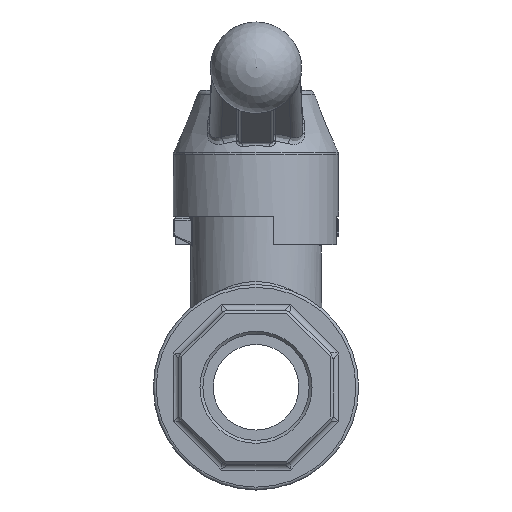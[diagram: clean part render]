
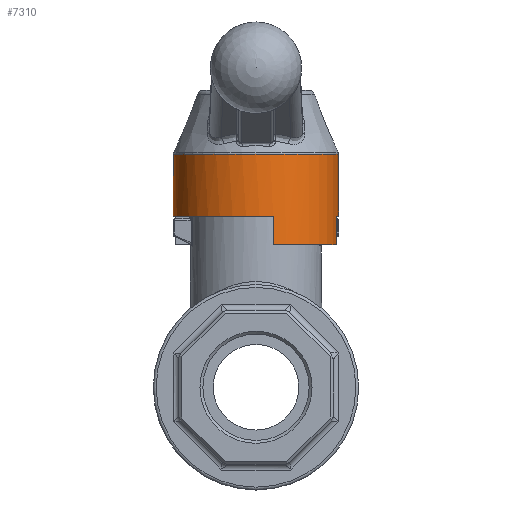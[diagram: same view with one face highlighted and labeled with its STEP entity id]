
A CAD part, front view. The second image highlights one B-rep face of the part: STEP entity #7310.
In plain terms, the highlighted cylindrical face has radius 14.5 mm (diameter 29 mm), a full revolution.
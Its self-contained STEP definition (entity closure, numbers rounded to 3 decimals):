
#591=LINE('',#11671,#999);
#592=LINE('',#11673,#1000);
#593=LINE('',#11677,#1001);
#594=LINE('',#11678,#1002);
#999=VECTOR('',#9139,1000.);
#1000=VECTOR('',#9140,1000.);
#1001=VECTOR('',#9143,1000.);
#1002=VECTOR('',#9144,1000.);
#2378=ORIENTED_EDGE('',*,*,#3483,.T.);
#2379=ORIENTED_EDGE('',*,*,#3484,.T.);
#2380=ORIENTED_EDGE('',*,*,#3478,.F.);
#2381=ORIENTED_EDGE('',*,*,#3485,.F.);
#2382=ORIENTED_EDGE('',*,*,#3486,.F.);
#2383=ORIENTED_EDGE('',*,*,#3487,.T.);
#2384=ORIENTED_EDGE('',*,*,#3480,.F.);
#2385=ORIENTED_EDGE('',*,*,#3488,.F.);
#2386=ORIENTED_EDGE('',*,*,#3489,.T.);
#3478=EDGE_CURVE('',#4083,#4080,#4403,.T.);
#3480=EDGE_CURVE('',#4085,#4086,#4404,.T.);
#3483=EDGE_CURVE('',#4088,#4088,#4406,.F.);
#3484=EDGE_CURVE('',#4089,#4080,#591,.T.);
#3485=EDGE_CURVE('',#4090,#4083,#592,.T.);
#3486=EDGE_CURVE('',#4091,#4090,#4407,.T.);
#3487=EDGE_CURVE('',#4091,#4086,#593,.T.);
#3488=EDGE_CURVE('',#4092,#4085,#594,.T.);
#3489=EDGE_CURVE('',#4092,#4089,#4408,.T.);
#4080=VERTEX_POINT('',#11652);
#4083=VERTEX_POINT('',#11657);
#4085=VERTEX_POINT('',#11662);
#4086=VERTEX_POINT('',#11664);
#4088=VERTEX_POINT('',#11670);
#4089=VERTEX_POINT('',#11672);
#4090=VERTEX_POINT('',#11674);
#4091=VERTEX_POINT('',#11676);
#4092=VERTEX_POINT('',#11679);
#4403=CIRCLE('',#7853,14.5);
#4404=CIRCLE('',#7855,14.5);
#4406=CIRCLE('',#7858,14.5);
#4407=CIRCLE('',#7859,14.5);
#4408=CIRCLE('',#7860,14.5);
#4751=EDGE_LOOP('',(#2378));
#4752=EDGE_LOOP('',(#2379,#2380,#2381,#2382,#2383,#2384,#2385,#2386));
#5155=FACE_BOUND('',#4751,.T.);
#5156=FACE_BOUND('',#4752,.T.);
#5360=CYLINDRICAL_SURFACE('',#7857,14.5);
#7310=ADVANCED_FACE('',(#5155,#5156),#5360,.T.);
#7853=AXIS2_PLACEMENT_3D('',#11658,#9125,#9126);
#7855=AXIS2_PLACEMENT_3D('',#11663,#9130,#9131);
#7857=AXIS2_PLACEMENT_3D('',#11668,#9135,#9136);
#7858=AXIS2_PLACEMENT_3D('',#11669,#9137,#9138);
#7859=AXIS2_PLACEMENT_3D('',#11675,#9141,#9142);
#7860=AXIS2_PLACEMENT_3D('',#11680,#9145,#9146);
#9125=DIRECTION('',(0.,0.,-1.));
#9126=DIRECTION('',(-1.,0.,0.));
#9130=DIRECTION('',(0.,0.,-1.));
#9131=DIRECTION('',(-1.,0.,0.));
#9135=DIRECTION('',(0.,0.,-1.));
#9136=DIRECTION('',(-1.,0.,0.));
#9137=DIRECTION('',(0.,0.,1.));
#9138=DIRECTION('',(1.,0.,0.));
#9139=DIRECTION('',(0.,0.,-1.));
#9140=DIRECTION('',(0.,0.,-1.));
#9141=DIRECTION('',(0.,0.,-1.));
#9142=DIRECTION('',(-1.,0.,0.));
#9143=DIRECTION('',(0.,0.,-1.));
#9144=DIRECTION('',(0.,0.,-1.));
#9145=DIRECTION('',(0.,0.,1.));
#9146=DIRECTION('',(1.,0.,0.));
#11652=CARTESIAN_POINT('',(-14.186,3.,0.));
#11657=CARTESIAN_POINT('',(-3.,-14.186,0.));
#11658=CARTESIAN_POINT('',(0.,0.,0.));
#11662=CARTESIAN_POINT('',(3.,14.186,0.));
#11663=CARTESIAN_POINT('',(0.,0.,0.));
#11664=CARTESIAN_POINT('',(14.186,3.,0.));
#11668=CARTESIAN_POINT('',(0.,0.,54.));
#11669=CARTESIAN_POINT('',(0.,0.,15.803));
#11670=CARTESIAN_POINT('',(14.5,0.,15.803));
#11671=CARTESIAN_POINT('',(-14.186,3.,5.));
#11672=CARTESIAN_POINT('',(-14.186,3.,5.));
#11673=CARTESIAN_POINT('',(-3.,-14.186,5.));
#11674=CARTESIAN_POINT('',(-3.,-14.186,5.));
#11675=CARTESIAN_POINT('',(0.,0.,5.));
#11676=CARTESIAN_POINT('',(14.186,3.,5.));
#11677=CARTESIAN_POINT('',(14.186,3.,5.));
#11678=CARTESIAN_POINT('',(3.,14.186,5.));
#11679=CARTESIAN_POINT('',(3.,14.186,5.));
#11680=CARTESIAN_POINT('',(0.,0.,5.));
